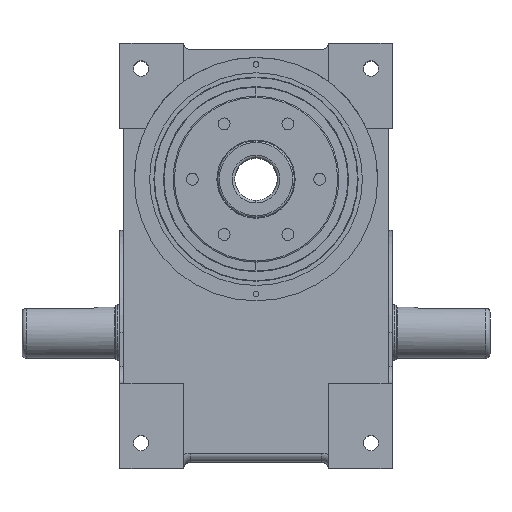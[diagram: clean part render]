
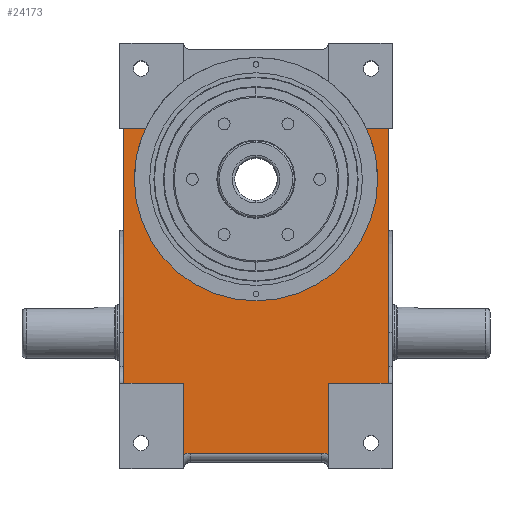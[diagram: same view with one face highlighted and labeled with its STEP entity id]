
A CAD part, top view. The second image highlights one B-rep face of the part: STEP entity #24173.
In plain terms, the highlighted planar face has unit normal (0, 0, 1).
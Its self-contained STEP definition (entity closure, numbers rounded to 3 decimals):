
#1167 = DIRECTION ( 'NONE',  ( 0., 1., 0. ) ) ;
#1403 = DIRECTION ( 'NONE',  ( 1., 0., 0. ) ) ;
#1458 = CARTESIAN_POINT ( 'NONE',  ( -129.804, 403., 171. ) ) ;
#1471 = EDGE_LOOP ( 'NONE', ( #11963, #11007, #6474, #12971, #14167, #5977, #19535, #22126, #24144, #7011, #23253, #24460, #1869, #17373 ) ) ;
#1513 = EDGE_CURVE ( 'NONE', #10265, #9234, #4297, .T. ) ;
#1840 = LINE ( 'NONE', #7093, #23160 ) ;
#1867 = VECTOR ( 'NONE', #19791, 1000. ) ;
#1869 = ORIENTED_EDGE ( 'NONE', *, *, #2987, .F. ) ;
#2344 = EDGE_CURVE ( 'NONE', #25549, #20997, #5551, .T. ) ;
#2444 = DIRECTION ( 'NONE',  ( 0., 1., 0. ) ) ;
#2517 = VECTOR ( 'NONE', #8420, 1000. ) ;
#2559 = DIRECTION ( 'NONE',  ( 0., 0., 1. ) ) ;
#2987 = EDGE_CURVE ( 'NONE', #13097, #21496, #18780, .T. ) ;
#3229 = CARTESIAN_POINT ( 'NONE',  ( 85., 110., 171. ) ) ;
#3474 = VERTEX_POINT ( 'NONE', #22715 ) ;
#3505 = LINE ( 'NONE', #16633, #8316 ) ;
#3660 = DIRECTION ( 'NONE',  ( 0., 1., 0. ) ) ;
#4297 = CIRCLE ( 'NONE', #7262, 18. ) ;
#4375 = AXIS2_PLACEMENT_3D ( 'NONE', #10386, #24789, #12479 ) ;
#4428 = CARTESIAN_POINT ( 'NONE',  ( 156., 103., 171. ) ) ;
#4460 = CARTESIAN_POINT ( 'NONE',  ( -156., 103., 171. ) ) ;
#4836 = EDGE_CURVE ( 'NONE', #20997, #13097, #23236, .T. ) ;
#5264 = EDGE_CURVE ( 'NONE', #11985, #14092, #24489, .T. ) ;
#5436 = CARTESIAN_POINT ( 'NONE',  ( 0., 343., 171. ) ) ;
#5551 = CIRCLE ( 'NONE', #26455, 143. ) ;
#5594 = AXIS2_PLACEMENT_3D ( 'NONE', #20603, #19203, #16957 ) ;
#5782 = CARTESIAN_POINT ( 'NONE',  ( 77., 3., 171. ) ) ;
#5977 = ORIENTED_EDGE ( 'NONE', *, *, #1513, .T. ) ;
#6474 = ORIENTED_EDGE ( 'NONE', *, *, #25151, .T. ) ;
#7011 = ORIENTED_EDGE ( 'NONE', *, *, #5264, .T. ) ;
#7093 = CARTESIAN_POINT ( 'NONE',  ( -163., 21., 171. ) ) ;
#7262 = AXIS2_PLACEMENT_3D ( 'NONE', #12380, #12461, #3660 ) ;
#7857 = DIRECTION ( 'NONE',  ( 0., 1., 0. ) ) ;
#8004 = LINE ( 'NONE', #24843, #2517 ) ;
#8121 = VECTOR ( 'NONE', #17730, 1000. ) ;
#8314 = AXIS2_PLACEMENT_3D ( 'NONE', #13997, #2559, #2444 ) ;
#8316 = VECTOR ( 'NONE', #20796, 1000. ) ;
#8420 = DIRECTION ( 'NONE',  ( 0., -1., 0. ) ) ;
#8993 = CARTESIAN_POINT ( 'NONE',  ( -163., 103., 171. ) ) ;
#9013 = LINE ( 'NONE', #22608, #13901 ) ;
#9170 = DIRECTION ( 'NONE',  ( 1., 0., 0. ) ) ;
#9234 = VERTEX_POINT ( 'NONE', #23730 ) ;
#10004 = EDGE_CURVE ( 'NONE', #21496, #18376, #9013, .T. ) ;
#10238 = DIRECTION ( 'NONE',  ( 1., 0., 0. ) ) ;
#10265 = VERTEX_POINT ( 'NONE', #21524 ) ;
#10386 = CARTESIAN_POINT ( 'NONE',  ( -163., 403., 171. ) ) ;
#10529 = LINE ( 'NONE', #3229, #21543 ) ;
#10816 = CARTESIAN_POINT ( 'NONE',  ( 143., 343., 171. ) ) ;
#11007 = ORIENTED_EDGE ( 'NONE', *, *, #25465, .F. ) ;
#11581 = EDGE_CURVE ( 'NONE', #17149, #23653, #14765, .T. ) ;
#11963 = ORIENTED_EDGE ( 'NONE', *, *, #2344, .F. ) ;
#11985 = VERTEX_POINT ( 'NONE', #24934 ) ;
#12244 = CARTESIAN_POINT ( 'NONE',  ( -85., 103., 171. ) ) ;
#12380 = CARTESIAN_POINT ( 'NONE',  ( -77., 3., 171. ) ) ;
#12461 = DIRECTION ( 'NONE',  ( 0., 0., -1. ) ) ;
#12479 = DIRECTION ( 'NONE',  ( 0., 1., 0. ) ) ;
#12971 = ORIENTED_EDGE ( 'NONE', *, *, #11581, .T. ) ;
#13097 = VERTEX_POINT ( 'NONE', #10816 ) ;
#13573 = VECTOR ( 'NONE', #1403, 1000. ) ;
#13586 = CARTESIAN_POINT ( 'NONE',  ( -163., 403., 171. ) ) ;
#13672 = LINE ( 'NONE', #25904, #8121 ) ;
#13901 = VECTOR ( 'NONE', #10238, 1000. ) ;
#13997 = CARTESIAN_POINT ( 'NONE',  ( 0., 343., 171. ) ) ;
#14092 = VERTEX_POINT ( 'NONE', #4428 ) ;
#14167 = ORIENTED_EDGE ( 'NONE', *, *, #23134, .T. ) ;
#14327 = EDGE_CURVE ( 'NONE', #14092, #18376, #13672, .T. ) ;
#14765 = LINE ( 'NONE', #8993, #25060 ) ;
#16633 = CARTESIAN_POINT ( 'NONE',  ( -156., 403., 171. ) ) ;
#16957 = DIRECTION ( 'NONE',  ( 0., 1., 0. ) ) ;
#17149 = VERTEX_POINT ( 'NONE', #4460 ) ;
#17373 = ORIENTED_EDGE ( 'NONE', *, *, #4836, .F. ) ;
#17689 = FACE_OUTER_BOUND ( 'NONE', #1471, .T. ) ;
#17708 = CARTESIAN_POINT ( 'NONE',  ( 156., 403., 171. ) ) ;
#17730 = DIRECTION ( 'NONE',  ( 0., 1., 0. ) ) ;
#18376 = VERTEX_POINT ( 'NONE', #17708 ) ;
#18730 = CARTESIAN_POINT ( 'NONE',  ( 85., 19.125, 171. ) ) ;
#18780 = CIRCLE ( 'NONE', #8314, 143. ) ;
#19203 = DIRECTION ( 'NONE',  ( 0., 0., 1. ) ) ;
#19204 = DIRECTION ( 'NONE',  ( 1., 0., 0. ) ) ;
#19211 = DIRECTION ( 'NONE',  ( 0., 1., 0. ) ) ;
#19535 = ORIENTED_EDGE ( 'NONE', *, *, #25989, .T. ) ;
#19736 = CARTESIAN_POINT ( 'NONE',  ( 77., 21., 171. ) ) ;
#19791 = DIRECTION ( 'NONE',  ( 1., 0., 0. ) ) ;
#19996 = CARTESIAN_POINT ( 'NONE',  ( -163., 103., 171. ) ) ;
#20155 = DIRECTION ( 'NONE',  ( 0., 0., 1. ) ) ;
#20259 = DIRECTION ( 'NONE',  ( 0., 0., -1. ) ) ;
#20603 = CARTESIAN_POINT ( 'NONE',  ( 0., 343., 171. ) ) ;
#20678 = PLANE ( 'NONE',  #4375 ) ;
#20796 = DIRECTION ( 'NONE',  ( 0., -1., 0. ) ) ;
#20935 = CIRCLE ( 'NONE', #21188, 18. ) ;
#20997 = VERTEX_POINT ( 'NONE', #21831 ) ;
#21188 = AXIS2_PLACEMENT_3D ( 'NONE', #5782, #20259, #7857 ) ;
#21443 = CARTESIAN_POINT ( 'NONE',  ( 129.804, 403., 171. ) ) ;
#21496 = VERTEX_POINT ( 'NONE', #21443 ) ;
#21524 = CARTESIAN_POINT ( 'NONE',  ( -85., 19.125, 171. ) ) ;
#21543 = VECTOR ( 'NONE', #1167, 1000. ) ;
#21779 = VERTEX_POINT ( 'NONE', #19736 ) ;
#21831 = CARTESIAN_POINT ( 'NONE',  ( -143., 343., 171. ) ) ;
#22126 = ORIENTED_EDGE ( 'NONE', *, *, #23604, .T. ) ;
#22608 = CARTESIAN_POINT ( 'NONE',  ( -163., 403., 171. ) ) ;
#22715 = CARTESIAN_POINT ( 'NONE',  ( -156., 403., 171. ) ) ;
#23134 = EDGE_CURVE ( 'NONE', #23653, #10265, #8004, .T. ) ;
#23139 = VERTEX_POINT ( 'NONE', #18730 ) ;
#23160 = VECTOR ( 'NONE', #9170, 1000. ) ;
#23236 = CIRCLE ( 'NONE', #5594, 143. ) ;
#23253 = ORIENTED_EDGE ( 'NONE', *, *, #14327, .T. ) ;
#23604 = EDGE_CURVE ( 'NONE', #21779, #23139, #20935, .T. ) ;
#23653 = VERTEX_POINT ( 'NONE', #12244 ) ;
#23730 = CARTESIAN_POINT ( 'NONE',  ( -77., 21., 171. ) ) ;
#23829 = LINE ( 'NONE', #13586, #1867 ) ;
#24144 = ORIENTED_EDGE ( 'NONE', *, *, #24443, .T. ) ;
#24173 = ADVANCED_FACE ( 'NONE', ( #17689 ), #20678, .F. ) ;
#24443 = EDGE_CURVE ( 'NONE', #23139, #11985, #10529, .T. ) ;
#24460 = ORIENTED_EDGE ( 'NONE', *, *, #10004, .F. ) ;
#24489 = LINE ( 'NONE', #19996, #13573 ) ;
#24789 = DIRECTION ( 'NONE',  ( 0., 0., -1. ) ) ;
#24843 = CARTESIAN_POINT ( 'NONE',  ( -85., 0., 171. ) ) ;
#24934 = CARTESIAN_POINT ( 'NONE',  ( 85., 103., 171. ) ) ;
#25060 = VECTOR ( 'NONE', #19204, 1000. ) ;
#25151 = EDGE_CURVE ( 'NONE', #3474, #17149, #3505, .T. ) ;
#25465 = EDGE_CURVE ( 'NONE', #3474, #25549, #23829, .T. ) ;
#25549 = VERTEX_POINT ( 'NONE', #1458 ) ;
#25904 = CARTESIAN_POINT ( 'NONE',  ( 156., 403., 171. ) ) ;
#25989 = EDGE_CURVE ( 'NONE', #9234, #21779, #1840, .T. ) ;
#26455 = AXIS2_PLACEMENT_3D ( 'NONE', #5436, #20155, #19211 ) ;
